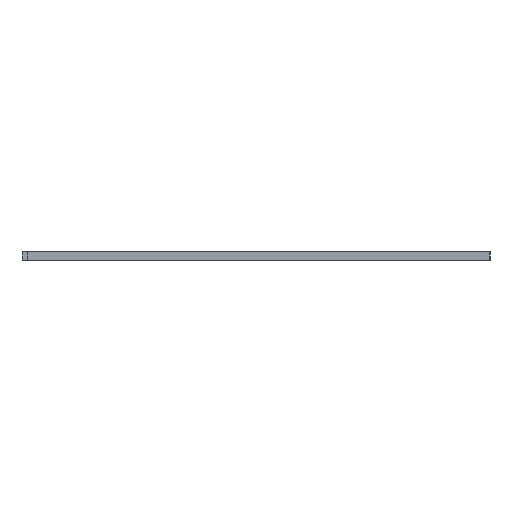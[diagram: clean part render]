
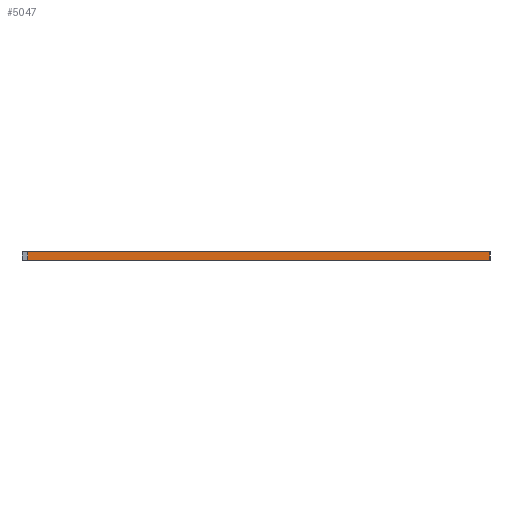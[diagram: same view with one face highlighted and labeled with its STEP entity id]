
A CAD part, left-side view. The second image highlights one B-rep face of the part: STEP entity #5047.
In plain terms, the highlighted planar face has unit normal (-1, 0, 0).
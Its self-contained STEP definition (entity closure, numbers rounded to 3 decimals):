
#449 = VERTEX_POINT('',#450);
#450 = CARTESIAN_POINT('',(-69.85,-90.551,0.));
#456 = EDGE_CURVE('',#449,#457,#459,.T.);
#457 = VERTEX_POINT('',#458);
#458 = CARTESIAN_POINT('',(-69.85,4.14,0.));
#459 = LINE('',#460,#461);
#460 = CARTESIAN_POINT('',(-69.85,-90.551,0.));
#461 = VECTOR('',#462,1.);
#462 = DIRECTION('',(0.,1.,0.));
#2869 = VERTEX_POINT('',#2870);
#2870 = CARTESIAN_POINT('',(-69.85,-90.551,1.77));
#2876 = EDGE_CURVE('',#2869,#2877,#2879,.T.);
#2877 = VERTEX_POINT('',#2878);
#2878 = CARTESIAN_POINT('',(-69.85,4.14,1.77));
#2879 = LINE('',#2880,#2881);
#2880 = CARTESIAN_POINT('',(-69.85,-90.551,1.77));
#2881 = VECTOR('',#2882,1.);
#2882 = DIRECTION('',(0.,1.,0.));
#5017 = EDGE_CURVE('',#457,#2877,#5018,.T.);
#5018 = LINE('',#5019,#5020);
#5019 = CARTESIAN_POINT('',(-69.85,4.14,0.));
#5020 = VECTOR('',#5021,1.);
#5021 = DIRECTION('',(0.,0.,1.));
#5047 = ADVANCED_FACE('',(#5048),#5059,.T.);
#5048 = FACE_BOUND('',#5049,.T.);
#5049 = EDGE_LOOP('',(#5050,#5056,#5057,#5058));
#5050 = ORIENTED_EDGE('',*,*,#5051,.T.);
#5051 = EDGE_CURVE('',#449,#2869,#5052,.T.);
#5052 = LINE('',#5053,#5054);
#5053 = CARTESIAN_POINT('',(-69.85,-90.551,0.));
#5054 = VECTOR('',#5055,1.);
#5055 = DIRECTION('',(0.,0.,1.));
#5056 = ORIENTED_EDGE('',*,*,#2876,.T.);
#5057 = ORIENTED_EDGE('',*,*,#5017,.F.);
#5058 = ORIENTED_EDGE('',*,*,#456,.F.);
#5059 = PLANE('',#5060);
#5060 = AXIS2_PLACEMENT_3D('',#5061,#5062,#5063);
#5061 = CARTESIAN_POINT('',(-69.85,-90.551,0.));
#5062 = DIRECTION('',(-1.,0.,0.));
#5063 = DIRECTION('',(0.,1.,0.));
